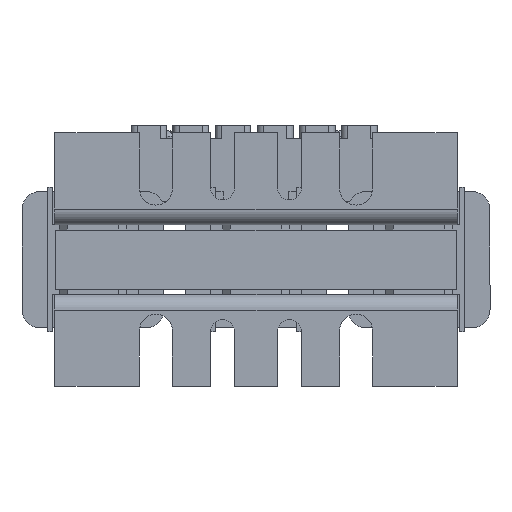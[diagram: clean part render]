
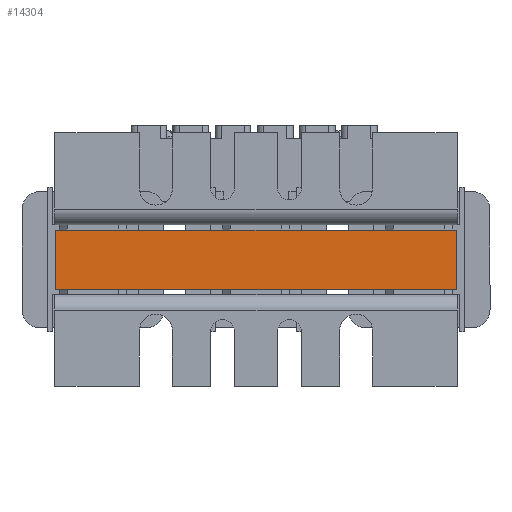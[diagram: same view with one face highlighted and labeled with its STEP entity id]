
A CAD part, front view. The second image highlights one B-rep face of the part: STEP entity #14304.
In plain terms, the highlighted planar face has unit normal (0, -1, 0).
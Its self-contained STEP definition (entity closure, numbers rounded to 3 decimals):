
#162 = VECTOR ( 'NONE', #26593, 1000. ) ;
#163 = VECTOR ( 'NONE', #26595, 1000. ) ;
#164 = VECTOR ( 'NONE', #26597, 1000. ) ;
#167 = VECTOR ( 'NONE', #26601, 1000. ) ;
#7001 = PLANE ( 'NONE',  #22172 ) ;
#7002 = CARTESIAN_POINT ( 'NONE',  ( 69.26, -68.25, -41.283 ) ) ;
#7004 = DIRECTION ( 'NONE',  ( 0., 1., 0. ) ) ;
#7005 = DIRECTION ( 'NONE',  ( 0., 0., -1. ) ) ;
#8894 = FACE_OUTER_BOUND ( 'NONE', #15492, .T. ) ;
#14304 = ADVANCED_FACE ( 'NONE', ( #8894 ), #7001, .F. ) ;
#15492 = EDGE_LOOP ( 'NONE', ( #19433, #19431, #19432, #19430 ) ) ;
#17974 = CARTESIAN_POINT ( 'NONE',  ( 69.26, -68.25, -41.283 ) ) ;
#17975 = CARTESIAN_POINT ( 'NONE',  ( 69.26, -68.25, -63.783 ) ) ;
#17976 = CARTESIAN_POINT ( 'NONE',  ( -83.24, -68.25, -41.283 ) ) ;
#17977 = CARTESIAN_POINT ( 'NONE',  ( -83.24, -68.25, -63.783 ) ) ;
#19430 = ORIENTED_EDGE ( 'NONE', *, *, #23160, .F. ) ;
#19431 = ORIENTED_EDGE ( 'NONE', *, *, #23162, .F. ) ;
#19432 = ORIENTED_EDGE ( 'NONE', *, *, #23161, .F. ) ;
#19433 = ORIENTED_EDGE ( 'NONE', *, *, #23164, .F. ) ;
#22172 = AXIS2_PLACEMENT_3D ( 'NONE', #7002, #7004, #7005 ) ;
#23160 = EDGE_CURVE ( 'NONE', #34780, #34782, #24525, .T. ) ;
#23161 = EDGE_CURVE ( 'NONE', #34782, #34781, #24526, .T. ) ;
#23162 = EDGE_CURVE ( 'NONE', #34781, #34779, #24527, .T. ) ;
#23164 = EDGE_CURVE ( 'NONE', #34779, #34780, #24529, .T. ) ;
#24525 = LINE ( 'NONE', #26592, #162 ) ;
#24526 = LINE ( 'NONE', #26594, #163 ) ;
#24527 = LINE ( 'NONE', #26596, #164 ) ;
#24529 = LINE ( 'NONE', #26600, #167 ) ;
#26592 = CARTESIAN_POINT ( 'NONE',  ( -83.24, -68.25, -63.783 ) ) ;
#26593 = DIRECTION ( 'NONE',  ( -1., 0., 0. ) ) ;
#26594 = CARTESIAN_POINT ( 'NONE',  ( -83.24, -68.25, -63.783 ) ) ;
#26595 = DIRECTION ( 'NONE',  ( 0., 0., 1. ) ) ;
#26596 = CARTESIAN_POINT ( 'NONE',  ( -83.24, -68.25, -41.283 ) ) ;
#26597 = DIRECTION ( 'NONE',  ( 1., 0., 0. ) ) ;
#26600 = CARTESIAN_POINT ( 'NONE',  ( 69.26, -68.25, -63.783 ) ) ;
#26601 = DIRECTION ( 'NONE',  ( 0., 0., -1. ) ) ;
#34779 = VERTEX_POINT ( 'NONE', #17974 ) ;
#34780 = VERTEX_POINT ( 'NONE', #17975 ) ;
#34781 = VERTEX_POINT ( 'NONE', #17976 ) ;
#34782 = VERTEX_POINT ( 'NONE', #17977 ) ;
